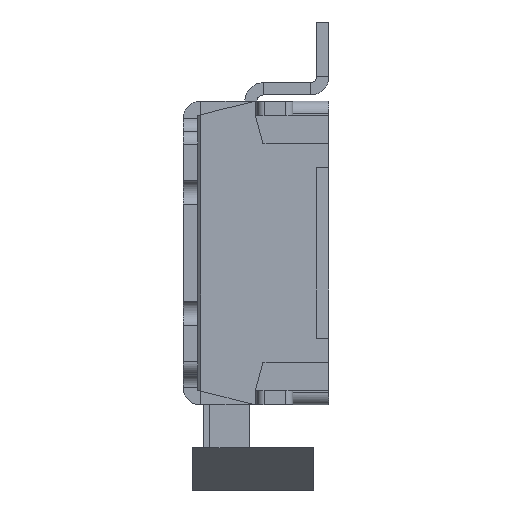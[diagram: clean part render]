
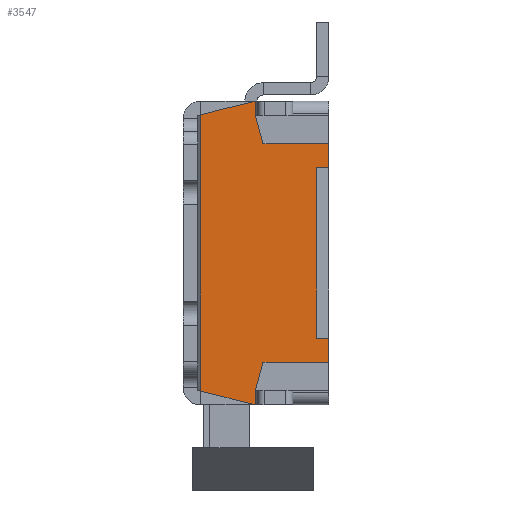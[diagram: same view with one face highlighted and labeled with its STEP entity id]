
A CAD part, left-side view. The second image highlights one B-rep face of the part: STEP entity #3547.
In plain terms, the highlighted planar face has unit normal (-1, 0, 0).
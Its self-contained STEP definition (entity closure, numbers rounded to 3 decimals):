
#10 = CARTESIAN_POINT ( 'NONE',  ( -1.5, 0., 0.897 ) ) ;
#220 = ORIENTED_EDGE ( 'NONE', *, *, #2492, .F. ) ;
#258 = EDGE_CURVE ( 'NONE', #3225, #6954, #5763, .T. ) ;
#368 = ORIENTED_EDGE ( 'NONE', *, *, #668, .F. ) ;
#576 = ORIENTED_EDGE ( 'NONE', *, *, #4077, .T. ) ;
#601 = DIRECTION ( 'NONE',  ( 0., 0.261, -0.965 ) ) ;
#611 = DIRECTION ( 'NONE',  ( 0., 1., 0. ) ) ;
#668 = EDGE_CURVE ( 'NONE', #5223, #4427, #5509, .T. ) ;
#759 = DIRECTION ( 'NONE',  ( 1., 0., 0. ) ) ;
#813 = LINE ( 'NONE', #3756, #6398 ) ;
#856 = DIRECTION ( 'NONE',  ( 0., -0.969, -0.245 ) ) ;
#873 = ORIENTED_EDGE ( 'NONE', *, *, #6310, .F. ) ;
#918 = VERTEX_POINT ( 'NONE', #4414 ) ;
#981 = VERTEX_POINT ( 'NONE', #2761 ) ;
#1065 = CARTESIAN_POINT ( 'NONE',  ( -1.5, 0., -0.897 ) ) ;
#1188 = FACE_OUTER_BOUND ( 'NONE', #3672, .T. ) ;
#1390 = ORIENTED_EDGE ( 'NONE', *, *, #3026, .F. ) ;
#1581 = CARTESIAN_POINT ( 'NONE',  ( -1.5, 0., 0. ) ) ;
#1806 = ORIENTED_EDGE ( 'NONE', *, *, #258, .T. ) ;
#1812 = CARTESIAN_POINT ( 'NONE',  ( -1.5, 0.606, 1.13 ) ) ;
#1848 = EDGE_CURVE ( 'NONE', #6954, #3644, #2094, .T. ) ;
#1852 = CARTESIAN_POINT ( 'NONE',  ( -1.5, 0., 0. ) ) ;
#2021 = VECTOR ( 'NONE', #6884, 1000. ) ;
#2094 = LINE ( 'NONE', #2650, #5152 ) ;
#2168 = VECTOR ( 'NONE', #611, 1000. ) ;
#2206 = CARTESIAN_POINT ( 'NONE',  ( -1.5, 1.055, -1.136 ) ) ;
#2341 = EDGE_CURVE ( 'NONE', #918, #2531, #2426, .T. ) ;
#2426 = LINE ( 'NONE', #10, #2168 ) ;
#2446 = VECTOR ( 'NONE', #6529, 1000. ) ;
#2450 = VECTOR ( 'NONE', #4294, 1000. ) ;
#2492 = EDGE_CURVE ( 'NONE', #4427, #3644, #813, .T. ) ;
#2496 = LINE ( 'NONE', #4263, #3169 ) ;
#2531 = VERTEX_POINT ( 'NONE', #6471 ) ;
#2572 = CARTESIAN_POINT ( 'NONE',  ( -1.5, 0.606, 1.13 ) ) ;
#2650 = CARTESIAN_POINT ( 'NONE',  ( -1.5, 0.606, -1.25 ) ) ;
#2734 = ORIENTED_EDGE ( 'NONE', *, *, #1848, .T. ) ;
#2761 = CARTESIAN_POINT ( 'NONE',  ( -1.5, 0.606, 1.25 ) ) ;
#3026 = EDGE_CURVE ( 'NONE', #3225, #5428, #4967, .T. ) ;
#3044 = CARTESIAN_POINT ( 'NONE',  ( -1.5, 1.055, 1.13 ) ) ;
#3169 = VECTOR ( 'NONE', #3243, 1000. ) ;
#3171 = EDGE_CURVE ( 'NONE', #5428, #981, #2496, .T. ) ;
#3225 = VERTEX_POINT ( 'NONE', #2206 ) ;
#3243 = DIRECTION ( 'NONE',  ( 0., -0.969, 0.245 ) ) ;
#3465 = PLANE ( 'NONE',  #4719 ) ;
#3547 = ADVANCED_FACE ( 'NONE', ( #1188 ), #3465, .F. ) ;
#3644 = VERTEX_POINT ( 'NONE', #6822 ) ;
#3672 = EDGE_LOOP ( 'NONE', ( #1390, #1806, #2734, #220, #368, #6261, #6633, #576, #873, #4849 ) ) ;
#3738 = DIRECTION ( 'NONE',  ( 0., 0., 1. ) ) ;
#3756 = CARTESIAN_POINT ( 'NONE',  ( -1.5, 0.606, -1.13 ) ) ;
#3769 = VECTOR ( 'NONE', #5765, 1000. ) ;
#4014 = DIRECTION ( 'NONE',  ( 0., 0., -1. ) ) ;
#4037 = EDGE_CURVE ( 'NONE', #5223, #918, #6835, .T. ) ;
#4077 = EDGE_CURVE ( 'NONE', #2531, #4978, #6511, .T. ) ;
#4101 = CARTESIAN_POINT ( 'NONE',  ( -1.5, 1.08, -1.13 ) ) ;
#4263 = CARTESIAN_POINT ( 'NONE',  ( -1.5, 1.08, 1.13 ) ) ;
#4294 = DIRECTION ( 'NONE',  ( 0., 0., 1. ) ) ;
#4414 = CARTESIAN_POINT ( 'NONE',  ( -1.5, 0., 0.897 ) ) ;
#4427 = VERTEX_POINT ( 'NONE', #4571 ) ;
#4571 = CARTESIAN_POINT ( 'NONE',  ( -1.5, 0.543, -0.897 ) ) ;
#4719 = AXIS2_PLACEMENT_3D ( 'NONE', #1852, #759, #6641 ) ;
#4849 = ORIENTED_EDGE ( 'NONE', *, *, #3171, .F. ) ;
#4866 = CARTESIAN_POINT ( 'NONE',  ( -1.5, 0., -0.897 ) ) ;
#4967 = LINE ( 'NONE', #3044, #3769 ) ;
#4978 = VERTEX_POINT ( 'NONE', #1812 ) ;
#5125 = VECTOR ( 'NONE', #4014, 1000. ) ;
#5152 = VECTOR ( 'NONE', #3738, 1000. ) ;
#5223 = VERTEX_POINT ( 'NONE', #1065 ) ;
#5361 = CARTESIAN_POINT ( 'NONE',  ( -1.5, 0.606, -1.25 ) ) ;
#5428 = VERTEX_POINT ( 'NONE', #6151 ) ;
#5509 = LINE ( 'NONE', #4866, #2446 ) ;
#5763 = LINE ( 'NONE', #4101, #6022 ) ;
#5765 = DIRECTION ( 'NONE',  ( 0., 0., 1. ) ) ;
#6022 = VECTOR ( 'NONE', #856, 1000. ) ;
#6151 = CARTESIAN_POINT ( 'NONE',  ( -1.5, 1.055, 1.136 ) ) ;
#6261 = ORIENTED_EDGE ( 'NONE', *, *, #4037, .T. ) ;
#6310 = EDGE_CURVE ( 'NONE', #981, #4978, #6555, .T. ) ;
#6398 = VECTOR ( 'NONE', #601, 1000. ) ;
#6471 = CARTESIAN_POINT ( 'NONE',  ( -1.5, 0.543, 0.897 ) ) ;
#6511 = LINE ( 'NONE', #2572, #2021 ) ;
#6529 = DIRECTION ( 'NONE',  ( 0., 1., 0. ) ) ;
#6555 = LINE ( 'NONE', #6753, #5125 ) ;
#6633 = ORIENTED_EDGE ( 'NONE', *, *, #2341, .T. ) ;
#6641 = DIRECTION ( 'NONE',  ( 0., 0., 1. ) ) ;
#6753 = CARTESIAN_POINT ( 'NONE',  ( -1.5, 0.606, 1.25 ) ) ;
#6822 = CARTESIAN_POINT ( 'NONE',  ( -1.5, 0.606, -1.13 ) ) ;
#6835 = LINE ( 'NONE', #1581, #2450 ) ;
#6884 = DIRECTION ( 'NONE',  ( 0., 0.261, 0.965 ) ) ;
#6954 = VERTEX_POINT ( 'NONE', #5361 ) ;
